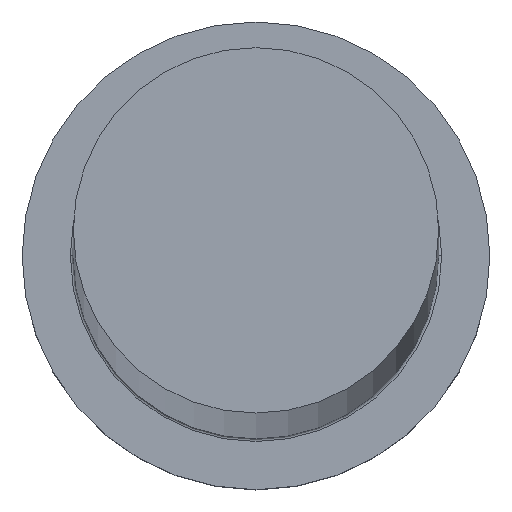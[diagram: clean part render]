
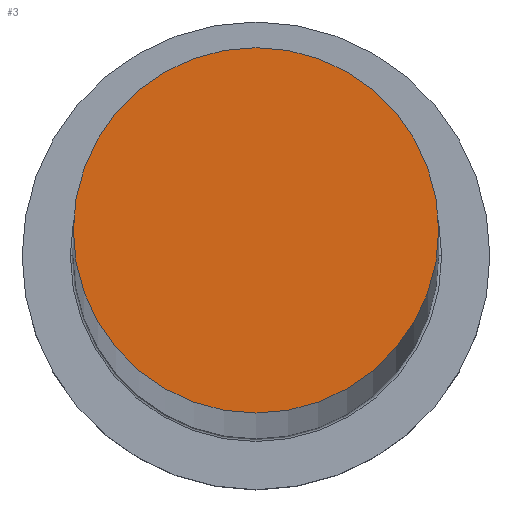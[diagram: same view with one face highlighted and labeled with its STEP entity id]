
A CAD part, top view. The second image highlights one B-rep face of the part: STEP entity #3.
In plain terms, the highlighted planar face has unit normal (0, 0, 1).
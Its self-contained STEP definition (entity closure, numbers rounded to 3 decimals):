
#3 = ADVANCED_FACE ( 'NONE', ( #79 ), #13, .T. ) ;
#4 = DIRECTION ( 'NONE',  ( 1., 0., 0. ) ) ;
#5 = VERTEX_POINT ( 'NONE', #277 ) ;
#6 = ORIENTED_EDGE ( 'NONE', *, *, #122, .T. ) ;
#13 = PLANE ( 'NONE',  #55 ) ;
#24 = ORIENTED_EDGE ( 'NONE', *, *, #98, .T. ) ;
#52 = AXIS2_PLACEMENT_3D ( 'NONE', #290, #242, #286 ) ;
#55 = AXIS2_PLACEMENT_3D ( 'NONE', #175, #259, #178 ) ;
#75 = CIRCLE ( 'NONE', #117, 12.5 ) ;
#79 = FACE_OUTER_BOUND ( 'NONE', #218, .T. ) ;
#98 = EDGE_CURVE ( 'NONE', #5, #171, #75, .T. ) ;
#117 = AXIS2_PLACEMENT_3D ( 'NONE', #134, #265, #4 ) ;
#122 = EDGE_CURVE ( 'NONE', #171, #5, #271, .T. ) ;
#134 = CARTESIAN_POINT ( 'NONE',  ( 0., 0., 1010. ) ) ;
#171 = VERTEX_POINT ( 'NONE', #267 ) ;
#175 = CARTESIAN_POINT ( 'NONE',  ( 0., 0., 1010. ) ) ;
#178 = DIRECTION ( 'NONE',  ( 1., 0., 0. ) ) ;
#218 = EDGE_LOOP ( 'NONE', ( #24, #6 ) ) ;
#242 = DIRECTION ( 'NONE',  ( 0., 0., 1. ) ) ;
#259 = DIRECTION ( 'NONE',  ( 0., 0., 1. ) ) ;
#265 = DIRECTION ( 'NONE',  ( 0., 0., 1. ) ) ;
#267 = CARTESIAN_POINT ( 'NONE',  ( 12.5, 0., 1010. ) ) ;
#271 = CIRCLE ( 'NONE', #52, 12.5 ) ;
#277 = CARTESIAN_POINT ( 'NONE',  ( -12.5, 0., 1010. ) ) ;
#286 = DIRECTION ( 'NONE',  ( 1., 0., 0. ) ) ;
#290 = CARTESIAN_POINT ( 'NONE',  ( 0., 0., 1010. ) ) ;
